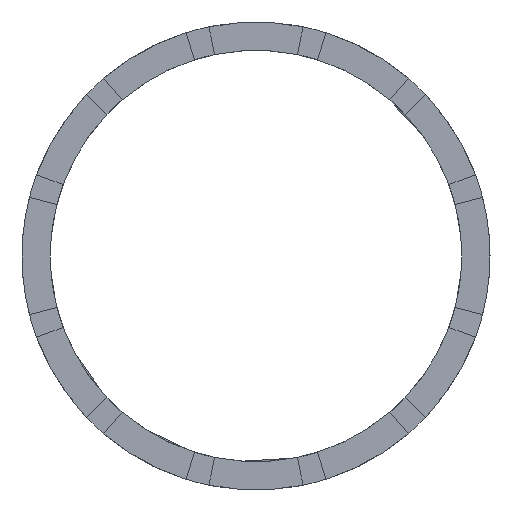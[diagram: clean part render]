
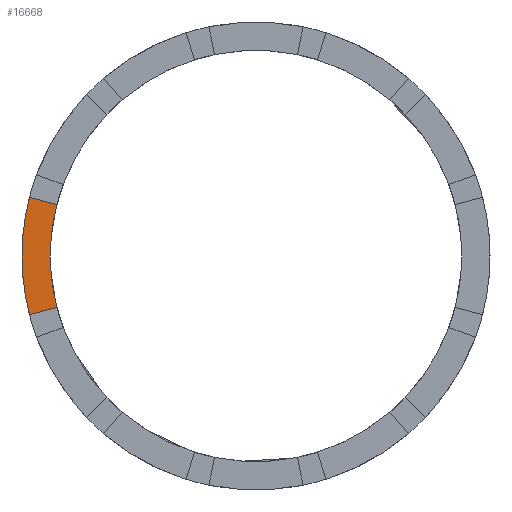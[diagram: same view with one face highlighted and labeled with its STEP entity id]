
A CAD part, front view. The second image highlights one B-rep face of the part: STEP entity #16668.
In plain terms, the highlighted planar face has unit normal (0, -1, 0).
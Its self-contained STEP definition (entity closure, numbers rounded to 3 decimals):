
#1575 = DIRECTION ( 'NONE',  ( 0., -1., 0. ) ) ;
#1902 = CARTESIAN_POINT ( 'NONE',  ( 8.094, -1.55, -10.698 ) ) ;
#2431 = ORIENTED_EDGE ( 'NONE', *, *, #24047, .F. ) ;
#2631 = VERTEX_POINT ( 'NONE', #23906 ) ;
#3042 = CARTESIAN_POINT ( 'NONE',  ( 6.803, -1.55, -10.364 ) ) ;
#3272 = ORIENTED_EDGE ( 'NONE', *, *, #8529, .T. ) ;
#3547 = VERTEX_POINT ( 'NONE', #19818 ) ;
#4414 = CARTESIAN_POINT ( 'NONE',  ( 6.803, -1.55, -18.636 ) ) ;
#5379 = CARTESIAN_POINT ( 'NONE',  ( 6.803, -1.55, -18.636 ) ) ;
#5889 = ORIENTED_EDGE ( 'NONE', *, *, #17762, .T. ) ;
#5904 = EDGE_CURVE ( 'NONE', #23487, #24827, #24105, .T. ) ;
#6787 = DIRECTION ( 'NONE',  ( 0., 0., 1. ) ) ;
#6895 = AXIS2_PLACEMENT_3D ( 'NONE', #13760, #23899, #13632 ) ;
#7038 = DIRECTION ( 'NONE',  ( 0., 0., 1. ) ) ;
#7045 = ORIENTED_EDGE ( 'NONE', *, *, #12460, .T. ) ;
#7145 = VERTEX_POINT ( 'NONE', #4414 ) ;
#7263 = CARTESIAN_POINT ( 'NONE',  ( 7.449, -1.55, -18.469 ) ) ;
#7396 = CARTESIAN_POINT ( 'NONE',  ( 8.094, -1.55, -18.302 ) ) ;
#7923 = CARTESIAN_POINT ( 'NONE',  ( 22.777, -1.55, -14.5 ) ) ;
#8099 = CARTESIAN_POINT ( 'NONE',  ( 7.449, -1.55, -10.531 ) ) ;
#8529 = EDGE_CURVE ( 'NONE', #7145, #17726, #22316, .T. ) ;
#9640 = CARTESIAN_POINT ( 'NONE',  ( 8.739, -1.55, -10.866 ) ) ;
#10029 = AXIS2_PLACEMENT_3D ( 'NONE', #25241, #16882, #6787 ) ;
#11091 = PLANE ( 'NONE',  #10029 ) ;
#11499 = CARTESIAN_POINT ( 'NONE',  ( 8.739, -1.55, -10.866 ) ) ;
#12127 = EDGE_LOOP ( 'NONE', ( #16347, #5889, #7045, #3272, #2431, #20396 ) ) ;
#12460 = EDGE_CURVE ( 'NONE', #3547, #7145, #16374, .T. ) ;
#13632 = DIRECTION ( 'NONE',  ( 0., 0., 1. ) ) ;
#13760 = CARTESIAN_POINT ( 'NONE',  ( 22.777, -1.55, -14.5 ) ) ;
#14715 = CARTESIAN_POINT ( 'NONE',  ( 22.777, -1.55, -14.5 ) ) ;
#15604 = CARTESIAN_POINT ( 'NONE',  ( 8.739, -1.55, -18.134 ) ) ;
#16347 = ORIENTED_EDGE ( 'NONE', *, *, #19858, .F. ) ;
#16374 = CIRCLE ( 'NONE', #21102, 16.5 ) ;
#16668 = ADVANCED_FACE ( 'NONE', ( #20794 ), #11091, .F. ) ;
#16882 = DIRECTION ( 'NONE',  ( 0., 1., 0. ) ) ;
#16956 = AXIS2_PLACEMENT_3D ( 'NONE', #7923, #1575, #26621 ) ;
#17726 = VERTEX_POINT ( 'NONE', #26493 ) ;
#17762 = EDGE_CURVE ( 'NONE', #2631, #3547, #21679, .T. ) ;
#19406 = CARTESIAN_POINT ( 'NONE',  ( 22.777, -1.55, -14.5 ) ) ;
#19578 = CARTESIAN_POINT ( 'NONE',  ( 8.277, -1.55, -14.5 ) ) ;
#19818 = CARTESIAN_POINT ( 'NONE',  ( 6.277, -1.55, -14.5 ) ) ;
#19858 = EDGE_CURVE ( 'NONE', #2631, #23487, #26106, .T. ) ;
#20396 = ORIENTED_EDGE ( 'NONE', *, *, #5904, .F. ) ;
#20733 = AXIS2_PLACEMENT_3D ( 'NONE', #19406, #21699, #23595 ) ;
#20794 = FACE_OUTER_BOUND ( 'NONE', #12127, .T. ) ;
#21102 = AXIS2_PLACEMENT_3D ( 'NONE', #14715, #21452, #7038 ) ;
#21452 = DIRECTION ( 'NONE',  ( 0., -1., 0. ) ) ;
#21679 = CIRCLE ( 'NONE', #16956, 16.5 ) ;
#21699 = DIRECTION ( 'NONE',  ( 0., -1., 0. ) ) ;
#22316 = B_SPLINE_CURVE_WITH_KNOTS ( 'NONE', 3,
 ( #5379, #7263, #7396, #15604 ),
 .UNSPECIFIED., .F., .F.,
 ( 4, 4 ),
 ( 0., 1. ),
 .UNSPECIFIED. ) ;
#23487 = VERTEX_POINT ( 'NONE', #9640 ) ;
#23595 = DIRECTION ( 'NONE',  ( 0., 0., 1. ) ) ;
#23899 = DIRECTION ( 'NONE',  ( 0., -1., 0. ) ) ;
#23906 = CARTESIAN_POINT ( 'NONE',  ( 6.803, -1.55, -10.364 ) ) ;
#24047 = EDGE_CURVE ( 'NONE', #24827, #17726, #25055, .T. ) ;
#24105 = CIRCLE ( 'NONE', #6895, 14.5 ) ;
#24827 = VERTEX_POINT ( 'NONE', #19578 ) ;
#25055 = CIRCLE ( 'NONE', #20733, 14.5 ) ;
#25241 = CARTESIAN_POINT ( 'NONE',  ( 22.777, -1.55, 28.704 ) ) ;
#26106 = B_SPLINE_CURVE_WITH_KNOTS ( 'NONE', 3,
 ( #3042, #8099, #1902, #11499 ),
 .UNSPECIFIED., .F., .F.,
 ( 4, 4 ),
 ( 0., 1. ),
 .UNSPECIFIED. ) ;
#26493 = CARTESIAN_POINT ( 'NONE',  ( 8.739, -1.55, -18.134 ) ) ;
#26621 = DIRECTION ( 'NONE',  ( 0., 0., 1. ) ) ;
